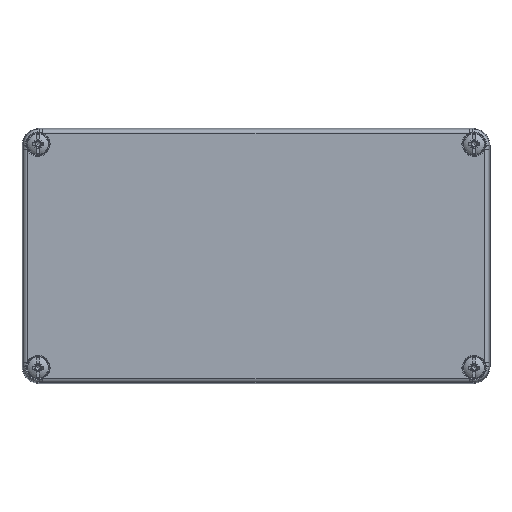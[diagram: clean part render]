
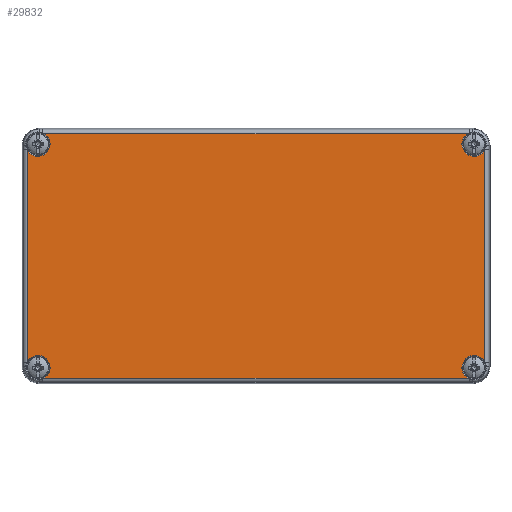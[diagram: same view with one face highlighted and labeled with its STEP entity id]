
A CAD part, top view. The second image highlights one B-rep face of the part: STEP entity #29832.
In plain terms, the highlighted face is planar.
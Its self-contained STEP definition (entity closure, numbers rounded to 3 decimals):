
#3821=LINE('',#54643,#5910);
#3822=LINE('',#54652,#5911);
#3823=LINE('',#54656,#5912);
#3824=LINE('',#54660,#5913);
#5910=VECTOR('',#39647,10.);
#5911=VECTOR('',#39652,10.);
#5912=VECTOR('',#39655,10.);
#5913=VECTOR('',#39658,10.);
#6686=PLANE('',#32548);
#8210=FACE_OUTER_BOUND('',#10112,.T.);
#10112=EDGE_LOOP('',(#26359,#26360,#26361,#26362,#26363,#26364,#26365,#26366));
#11533=CIRCLE('',#32542,5.697);
#11537=CIRCLE('',#32549,5.697);
#11538=CIRCLE('',#32550,5.697);
#11539=CIRCLE('',#32551,5.697);
#14242=VERTEX_POINT('',#54585);
#14243=VERTEX_POINT('',#54587);
#14244=VERTEX_POINT('',#54642);
#14246=VERTEX_POINT('',#54651);
#14247=VERTEX_POINT('',#54653);
#14248=VERTEX_POINT('',#54655);
#14249=VERTEX_POINT('',#54657);
#14250=VERTEX_POINT('',#54659);
#18344=EDGE_CURVE('',#14243,#14242,#11533,.T.);
#18349=EDGE_CURVE('',#14242,#14244,#3821,.T.);
#18352=EDGE_CURVE('',#14246,#14243,#3822,.T.);
#18353=EDGE_CURVE('',#14247,#14246,#11537,.T.);
#18354=EDGE_CURVE('',#14248,#14247,#3823,.T.);
#18355=EDGE_CURVE('',#14249,#14248,#11538,.T.);
#18356=EDGE_CURVE('',#14250,#14249,#3824,.T.);
#18357=EDGE_CURVE('',#14244,#14250,#11539,.T.);
#26359=ORIENTED_EDGE('',*,*,#18344,.F.);
#26360=ORIENTED_EDGE('',*,*,#18352,.F.);
#26361=ORIENTED_EDGE('',*,*,#18353,.F.);
#26362=ORIENTED_EDGE('',*,*,#18354,.F.);
#26363=ORIENTED_EDGE('',*,*,#18355,.F.);
#26364=ORIENTED_EDGE('',*,*,#18356,.F.);
#26365=ORIENTED_EDGE('',*,*,#18357,.F.);
#26366=ORIENTED_EDGE('',*,*,#18349,.F.);
#29832=ADVANCED_FACE('',(#8210),#6686,.F.);
#32542=AXIS2_PLACEMENT_3D('',#54589,#39637,#39638);
#32548=AXIS2_PLACEMENT_3D('',#54650,#39650,#39651);
#32549=AXIS2_PLACEMENT_3D('',#54654,#39653,#39654);
#32550=AXIS2_PLACEMENT_3D('',#54658,#39656,#39657);
#32551=AXIS2_PLACEMENT_3D('',#54661,#39659,#39660);
#39637=DIRECTION('center_axis',(0.,0.,-1.));
#39638=DIRECTION('ref_axis',(0.707,-0.707,0.));
#39647=DIRECTION('',(0.,-1.,0.));
#39650=DIRECTION('center_axis',(0.,0.,1.));
#39651=DIRECTION('ref_axis',(1.,0.,0.));
#39652=DIRECTION('',(-1.,0.,0.));
#39653=DIRECTION('center_axis',(0.,0.,-1.));
#39654=DIRECTION('ref_axis',(-0.707,-0.707,0.));
#39655=DIRECTION('',(0.,1.,0.));
#39656=DIRECTION('center_axis',(0.,0.,-1.));
#39657=DIRECTION('ref_axis',(-0.707,0.707,0.));
#39658=DIRECTION('',(1.,0.,0.));
#39659=DIRECTION('center_axis',(0.,0.,-1.));
#39660=DIRECTION('ref_axis',(0.707,0.707,0.));
#54585=CARTESIAN_POINT('',(-107.467,49.711,-32.5));
#54587=CARTESIAN_POINT('',(-99.711,57.467,-32.5));
#54589=CARTESIAN_POINT('Origin',(-102.5,52.5,-32.5));
#54642=CARTESIAN_POINT('',(-107.467,-49.711,-32.5));
#54643=CARTESIAN_POINT('',(-107.467,26.,-32.5));
#54650=CARTESIAN_POINT('Origin',(0.,0.,
-32.5));
#54651=CARTESIAN_POINT('',(99.711,57.467,-32.5));
#54652=CARTESIAN_POINT('',(51.,57.467,-32.5));
#54653=CARTESIAN_POINT('',(107.467,49.711,-32.5));
#54654=CARTESIAN_POINT('Origin',(102.5,52.5,-32.5));
#54655=CARTESIAN_POINT('',(107.467,-49.711,-32.5));
#54656=CARTESIAN_POINT('',(107.467,-26.,-32.5));
#54657=CARTESIAN_POINT('',(99.711,-57.467,-32.5));
#54658=CARTESIAN_POINT('Origin',(102.5,-52.5,-32.5));
#54659=CARTESIAN_POINT('',(-99.711,-57.467,-32.5));
#54660=CARTESIAN_POINT('',(-51.,-57.467,-32.5));
#54661=CARTESIAN_POINT('Origin',(-102.5,-52.5,-32.5));
